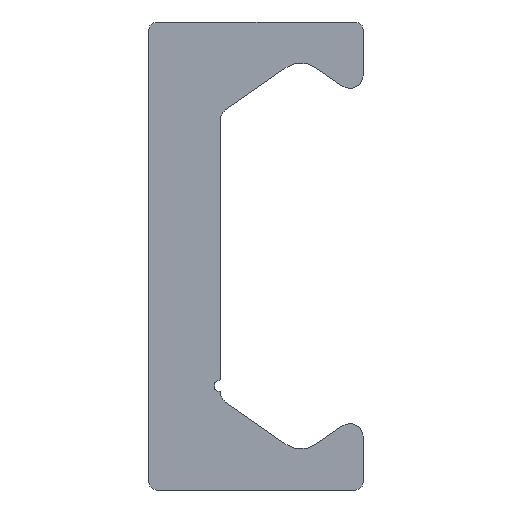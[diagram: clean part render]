
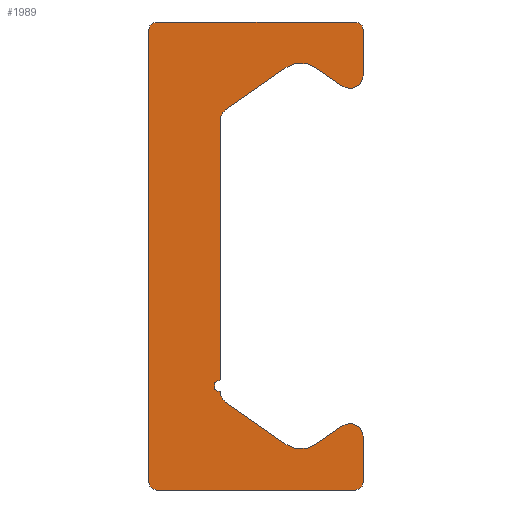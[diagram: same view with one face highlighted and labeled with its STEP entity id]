
A CAD part, left-side view. The second image highlights one B-rep face of the part: STEP entity #1989.
In plain terms, the highlighted planar face has unit normal (-1, 0, 0).
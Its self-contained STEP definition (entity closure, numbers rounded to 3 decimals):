
#1140=CARTESIAN_POINT('',(0.0,3.825,-9.));
#1141=VERTEX_POINT('',#1140);
#1148=CARTESIAN_POINT('',(0.0,4.125,-8.7));
#1149=VERTEX_POINT('',#1148);
#1150=CARTESIAN_POINT('',(0.0,3.825,-8.7));
#1151=DIRECTION('',(1.0,0.0,0.0));
#1152=DIRECTION('',(0.0,0.0,-1.0));
#1153=AXIS2_PLACEMENT_3D('',#1150,#1151,#1152);
#1154=CIRCLE('',#1153,0.3);
#1155=EDGE_CURVE('',#1141,#1149,#1154,.T.);
#1179=CARTESIAN_POINT('',(0.0,-3.825,-9.));
#1180=VERTEX_POINT('',#1179);
#1187=CARTESIAN_POINT('',(0.0,-3.825,-9.));
#1188=DIRECTION('',(0.0,1.0,0.0));
#1189=VECTOR('',#1188,7.65);
#1190=LINE('',#1187,#1189);
#1191=EDGE_CURVE('',#1180,#1141,#1190,.T.);
#1211=CARTESIAN_POINT('',(0.0,-4.125,-8.7));
#1212=VERTEX_POINT('',#1211);
#1219=CARTESIAN_POINT('',(0.0,-3.825,-8.7));
#1220=DIRECTION('',(1.0,0.0,0.0));
#1221=DIRECTION('',(0.0,-1.0,0.0));
#1222=AXIS2_PLACEMENT_3D('',#1219,#1220,#1221);
#1223=CIRCLE('',#1222,0.3);
#1224=EDGE_CURVE('',#1212,#1180,#1223,.T.);
#1243=CARTESIAN_POINT('',(0.0,-4.125,-6.925));
#1244=VERTEX_POINT('',#1243);
#1251=CARTESIAN_POINT('',(0.0,-4.125,-6.925));
#1252=DIRECTION('',(0.0,0.0,-1.0));
#1253=VECTOR('',#1252,1.775);
#1254=LINE('',#1251,#1253);
#1255=EDGE_CURVE('',#1244,#1212,#1254,.T.);
#1275=CARTESIAN_POINT('',(0.0,-3.338,-6.515));
#1276=VERTEX_POINT('',#1275);
#1283=CARTESIAN_POINT('',(0.0,-3.625,-6.925));
#1284=DIRECTION('',(1.0,0.0,0.0));
#1285=DIRECTION('',(0.0,0.574,0.819));
#1286=AXIS2_PLACEMENT_3D('',#1283,#1284,#1285);
#1287=CIRCLE('',#1286,0.5);
#1288=EDGE_CURVE('',#1276,#1244,#1287,.T.);
#1307=CARTESIAN_POINT('',(0.0,-2.299,-7.243));
#1308=VERTEX_POINT('',#1307);
#1315=CARTESIAN_POINT('',(0.0,-2.299,-7.243));
#1316=DIRECTION('',(0.0,-0.819,0.574));
#1317=VECTOR('',#1316,1.269);
#1318=LINE('',#1315,#1317);
#1319=EDGE_CURVE('',#1308,#1276,#1318,.T.);
#1339=CARTESIAN_POINT('',(0.0,-1.151,-7.243));
#1340=VERTEX_POINT('',#1339);
#1347=CARTESIAN_POINT('',(0.0,-1.725,-6.424));
#1348=DIRECTION('',(-1.0,0.0,0.0));
#1349=DIRECTION('',(0.0,0.574,0.819));
#1350=AXIS2_PLACEMENT_3D('',#1347,#1348,#1349);
#1351=CIRCLE('',#1350,1.0);
#1352=EDGE_CURVE('',#1340,#1308,#1351,.T.);
#1371=CARTESIAN_POINT('',(0.0,1.162,-5.624));
#1372=VERTEX_POINT('',#1371);
#1379=CARTESIAN_POINT('',(0.0,1.162,-5.624));
#1380=DIRECTION('',(0.0,-0.819,-0.574));
#1381=VECTOR('',#1380,2.824);
#1382=LINE('',#1379,#1381);
#1383=EDGE_CURVE('',#1372,#1340,#1382,.T.);
#1403=CARTESIAN_POINT('',(0.0,1.375,-5.214));
#1404=VERTEX_POINT('',#1403);
#1411=CARTESIAN_POINT('',(0.0,0.875,-5.214));
#1412=DIRECTION('',(-1.0,0.0,0.0));
#1413=DIRECTION('',(0.0,-0.574,0.819));
#1414=AXIS2_PLACEMENT_3D('',#1411,#1412,#1413);
#1415=CIRCLE('',#1414,0.5);
#1416=EDGE_CURVE('',#1404,#1372,#1415,.T.);
#1435=CARTESIAN_POINT('',(0.0,1.375,-5.25));
#1436=VERTEX_POINT('',#1435);
#1443=CARTESIAN_POINT('',(0.0,1.375,-5.25));
#1444=DIRECTION('',(0.0,0.0,1.0));
#1445=VECTOR('',#1444,0.036);
#1446=LINE('',#1443,#1445);
#1447=EDGE_CURVE('',#1436,#1404,#1446,.T.);
#1467=CARTESIAN_POINT('',(0.0,1.375,-4.75));
#1468=VERTEX_POINT('',#1467);
#1475=CARTESIAN_POINT('',(0.0,1.375,-5.0));
#1476=DIRECTION('',(-1.0,0.0,0.0));
#1477=DIRECTION('',(0.0,0.0,1.0));
#1478=AXIS2_PLACEMENT_3D('',#1475,#1476,#1477);
#1479=CIRCLE('',#1478,0.25);
#1480=EDGE_CURVE('',#1468,#1436,#1479,.T.);
#1499=CARTESIAN_POINT('',(0.0,1.375,5.214));
#1500=VERTEX_POINT('',#1499);
#1507=CARTESIAN_POINT('',(0.0,1.375,5.214));
#1508=DIRECTION('',(0.0,0.0,-1.0));
#1509=VECTOR('',#1508,9.964);
#1510=LINE('',#1507,#1509);
#1511=EDGE_CURVE('',#1500,#1468,#1510,.T.);
#1597=CARTESIAN_POINT('',(0.0,1.162,5.624));
#1598=VERTEX_POINT('',#1597);
#1605=CARTESIAN_POINT('',(0.0,0.875,5.214));
#1606=DIRECTION('',(-1.0,0.0,0.0));
#1607=DIRECTION('',(0.0,-1.0,0.0));
#1608=AXIS2_PLACEMENT_3D('',#1605,#1606,#1607);
#1609=CIRCLE('',#1608,0.5);
#1610=EDGE_CURVE('',#1598,#1500,#1609,.T.);
#1629=CARTESIAN_POINT('',(0.0,-1.151,7.243));
#1630=VERTEX_POINT('',#1629);
#1637=CARTESIAN_POINT('',(0.0,-1.151,7.243));
#1638=DIRECTION('',(0.0,0.819,-0.574));
#1639=VECTOR('',#1638,2.824);
#1640=LINE('',#1637,#1639);
#1641=EDGE_CURVE('',#1630,#1598,#1640,.T.);
#1661=CARTESIAN_POINT('',(0.0,-2.299,7.243));
#1662=VERTEX_POINT('',#1661);
#1669=CARTESIAN_POINT('',(0.0,-1.725,6.424));
#1670=DIRECTION('',(-1.0,0.0,0.0));
#1671=DIRECTION('',(0.0,-0.574,-0.819));
#1672=AXIS2_PLACEMENT_3D('',#1669,#1670,#1671);
#1673=CIRCLE('',#1672,1.0);
#1674=EDGE_CURVE('',#1662,#1630,#1673,.T.);
#1693=CARTESIAN_POINT('',(0.0,-3.338,6.515));
#1694=VERTEX_POINT('',#1693);
#1701=CARTESIAN_POINT('',(0.0,-3.338,6.515));
#1702=DIRECTION('',(0.0,0.819,0.574));
#1703=VECTOR('',#1702,1.269);
#1704=LINE('',#1701,#1703);
#1705=EDGE_CURVE('',#1694,#1662,#1704,.T.);
#1725=CARTESIAN_POINT('',(0.0,-4.125,6.925));
#1726=VERTEX_POINT('',#1725);
#1733=CARTESIAN_POINT('',(0.0,-3.625,6.925));
#1734=DIRECTION('',(1.0,0.0,0.0));
#1735=DIRECTION('',(0.0,-1.0,0.0));
#1736=AXIS2_PLACEMENT_3D('',#1733,#1734,#1735);
#1737=CIRCLE('',#1736,0.5);
#1738=EDGE_CURVE('',#1726,#1694,#1737,.T.);
#1757=CARTESIAN_POINT('',(0.0,-4.125,8.7));
#1758=VERTEX_POINT('',#1757);
#1765=CARTESIAN_POINT('',(0.0,-4.125,8.7));
#1766=DIRECTION('',(0.0,0.0,-1.0));
#1767=VECTOR('',#1766,1.775);
#1768=LINE('',#1765,#1767);
#1769=EDGE_CURVE('',#1758,#1726,#1768,.T.);
#1789=CARTESIAN_POINT('',(0.0,-3.825,9.));
#1790=VERTEX_POINT('',#1789);
#1797=CARTESIAN_POINT('',(0.0,-3.825,8.7));
#1798=DIRECTION('',(1.0,0.0,0.0));
#1799=DIRECTION('',(0.0,0.0,1.0));
#1800=AXIS2_PLACEMENT_3D('',#1797,#1798,#1799);
#1801=CIRCLE('',#1800,0.3);
#1802=EDGE_CURVE('',#1790,#1758,#1801,.T.);
#1821=CARTESIAN_POINT('',(0.0,3.825,9.));
#1822=VERTEX_POINT('',#1821);
#1829=CARTESIAN_POINT('',(0.0,3.825,9.));
#1830=DIRECTION('',(0.0,-1.0,0.0));
#1831=VECTOR('',#1830,7.65);
#1832=LINE('',#1829,#1831);
#1833=EDGE_CURVE('',#1822,#1790,#1832,.T.);
#1853=CARTESIAN_POINT('',(0.0,4.125,8.7));
#1854=VERTEX_POINT('',#1853);
#1861=CARTESIAN_POINT('',(0.0,3.825,8.7));
#1862=DIRECTION('',(1.0,0.0,0.0));
#1863=DIRECTION('',(0.0,1.0,0.0));
#1864=AXIS2_PLACEMENT_3D('',#1861,#1862,#1863);
#1865=CIRCLE('',#1864,0.3);
#1866=EDGE_CURVE('',#1854,#1822,#1865,.T.);
#1884=CARTESIAN_POINT('',(0.0,4.125,-8.7));
#1885=DIRECTION('',(0.0,0.0,1.0));
#1886=VECTOR('',#1885,17.4);
#1887=LINE('',#1884,#1886);
#1888=EDGE_CURVE('',#1149,#1854,#1887,.T.);
#1960=CARTESIAN_POINT('',(0.0,0.856,-0.029));
#1961=DIRECTION('',(1.0,0.0,0.0));
#1962=DIRECTION('',(0.0,0.0,-1.0));
#1963=AXIS2_PLACEMENT_3D('',#1960,#1961,#1962);
#1964=PLANE('',#1963);
#1965=ORIENTED_EDGE('',*,*,#1888,.F.);
#1966=ORIENTED_EDGE('',*,*,#1155,.F.);
#1967=ORIENTED_EDGE('',*,*,#1191,.F.);
#1968=ORIENTED_EDGE('',*,*,#1224,.F.);
#1969=ORIENTED_EDGE('',*,*,#1255,.F.);
#1970=ORIENTED_EDGE('',*,*,#1288,.F.);
#1971=ORIENTED_EDGE('',*,*,#1319,.F.);
#1972=ORIENTED_EDGE('',*,*,#1352,.F.);
#1973=ORIENTED_EDGE('',*,*,#1383,.F.);
#1974=ORIENTED_EDGE('',*,*,#1416,.F.);
#1975=ORIENTED_EDGE('',*,*,#1447,.F.);
#1976=ORIENTED_EDGE('',*,*,#1480,.F.);
#1977=ORIENTED_EDGE('',*,*,#1511,.F.);
#1978=ORIENTED_EDGE('',*,*,#1610,.F.);
#1979=ORIENTED_EDGE('',*,*,#1641,.F.);
#1980=ORIENTED_EDGE('',*,*,#1674,.F.);
#1981=ORIENTED_EDGE('',*,*,#1705,.F.);
#1982=ORIENTED_EDGE('',*,*,#1738,.F.);
#1983=ORIENTED_EDGE('',*,*,#1769,.F.);
#1984=ORIENTED_EDGE('',*,*,#1802,.F.);
#1985=ORIENTED_EDGE('',*,*,#1833,.F.);
#1986=ORIENTED_EDGE('',*,*,#1866,.F.);
#1987=EDGE_LOOP('',(#1965,#1966,#1967,#1968,#1969,#1970,#1971,#1972,#1973,#1974,#1975,#1976,#1977,#1978,#1979,#1980,#1981,#1982,#1983,#1984,#1985,#1986));
#1988=FACE_OUTER_BOUND('',#1987,.T.);
#1989=ADVANCED_FACE('',(#1988),#1964,.F.);
